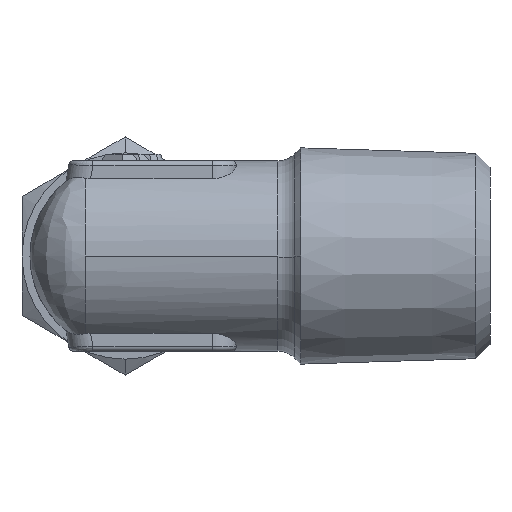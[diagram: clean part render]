
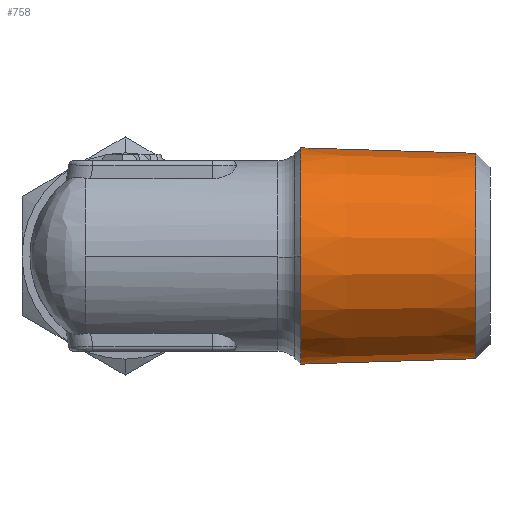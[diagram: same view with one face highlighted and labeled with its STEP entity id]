
A CAD part, left-side view. The second image highlights one B-rep face of the part: STEP entity #758.
In plain terms, the highlighted conical face has half-angle 1.78 degrees and reference radius 6.645 mm.
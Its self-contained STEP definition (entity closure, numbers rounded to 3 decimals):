
#758=ADVANCED_FACE('',(#1700),#1701,.T.);
#1700=FACE_OUTER_BOUND('',#3145,.T.);
#1701=CONICAL_SURFACE('',#3146,6.645,0.031);
#3145=EDGE_LOOP('',(#5617,#5618,#5619,#5620,#5621));
#3146=AXIS2_PLACEMENT_3D('',#5622,#5623,#5624);
#5617=ORIENTED_EDGE('',*,*,#7615,.F.);
#5618=ORIENTED_EDGE('',*,*,#7649,.T.);
#5619=ORIENTED_EDGE('',*,*,#7618,.F.);
#5620=ORIENTED_EDGE('',*,*,#8181,.F.);
#5621=ORIENTED_EDGE('',*,*,#8182,.F.);
#5622=CARTESIAN_POINT('',(0.0,-16.592,0.0));
#5623=DIRECTION('',(-0.0,1.0,0.0));
#5624=DIRECTION('',(0.0,0.0,-1.0));
#7615=EDGE_CURVE('',#8619,#9180,#9181,.T.);
#7618=EDGE_CURVE('',#9184,#8621,#9186,.T.);
#7649=EDGE_CURVE('',#8619,#8621,#9233,.T.);
#8181=EDGE_CURVE('',#10023,#9184,#10024,.T.);
#8182=EDGE_CURVE('',#9180,#10023,#10025,.T.);
#8619=VERTEX_POINT('',#10560);
#8621=VERTEX_POINT('',#10563);
#9180=VERTEX_POINT('',#11666);
#9181=LINE('',#11667,#11668);
#9184=VERTEX_POINT('',#11671);
#9186=LINE('',#11673,#11674);
#9233=CIRCLE('',#11807,6.473);
#10023=VERTEX_POINT('',#13497);
#10024=CIRCLE('',#13498,6.817);
#10025=CIRCLE('',#13499,6.817);
#10560=CARTESIAN_POINT('',(0.,-22.117,-6.473));
#10563=CARTESIAN_POINT('',(0.0,-22.117,6.473));
#11666=CARTESIAN_POINT('',(0.,-11.067,-6.817));
#11667=CARTESIAN_POINT('',(0.,-16.592,-6.645));
#11668=VECTOR('',#14788,1.0);
#11671=CARTESIAN_POINT('',(0.,-11.067,6.817));
#11673=CARTESIAN_POINT('',(0.,-16.592,6.645));
#11674=VECTOR('',#14795,1.0);
#11807=AXIS2_PLACEMENT_3D('',#14823,#14824,#14825);
#13497=CARTESIAN_POINT('',(-6.817,-11.067,0.0));
#13498=AXIS2_PLACEMENT_3D('',#15438,#15439,#15440);
#13499=AXIS2_PLACEMENT_3D('',#15441,#15442,#15443);
#14788=DIRECTION('',(0.,1.,-0.031));
#14795=DIRECTION('',(0.,-1.,-0.031));
#14823=CARTESIAN_POINT('',(0.0,-22.117,0.0));
#14824=DIRECTION('',(0.0,1.0,0.0));
#14825=DIRECTION('',(0.0,0.0,-1.0));
#15438=CARTESIAN_POINT('',(0.0,-11.067,0.0));
#15439=DIRECTION('',(0.0,1.0,0.0));
#15440=DIRECTION('',(-1.0,0.0,0.0));
#15441=CARTESIAN_POINT('',(0.0,-11.067,0.0));
#15442=DIRECTION('',(0.0,1.0,0.0));
#15443=DIRECTION('',(-1.0,0.0,0.0));
